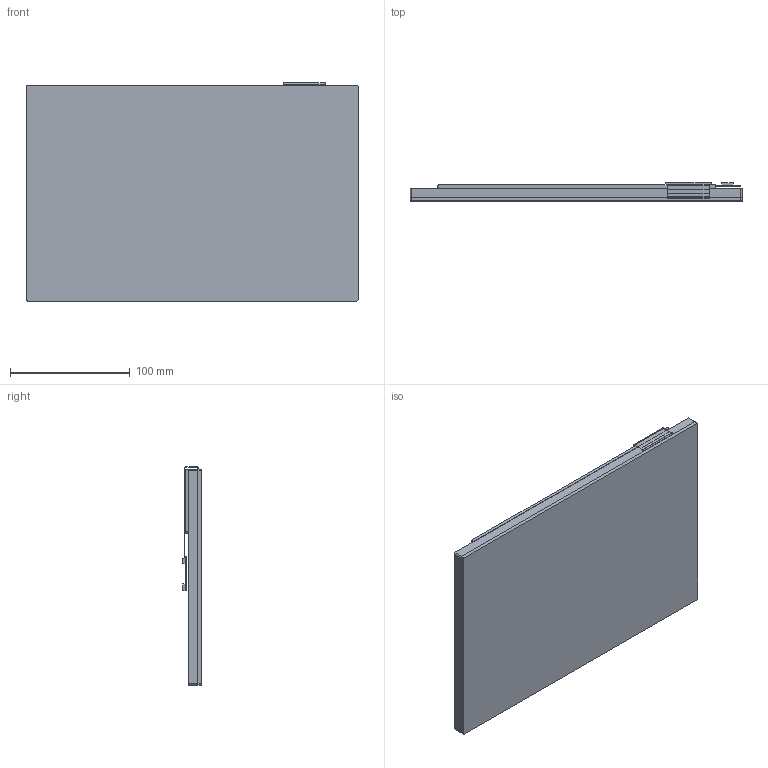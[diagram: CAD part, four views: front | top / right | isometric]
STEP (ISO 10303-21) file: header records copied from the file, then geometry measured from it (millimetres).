
FILE_DESCRIPTION(/* description */ (''),/* implementation_level */ '2;1');
FILE_NAME(/* name */ 'XH-121-Coverglass v5.step',/* time_stamp */ '2024-03-18T10:58:35+01:00',/* author */ (''),/* organization */ (''),/* preprocessor_version */ 'ST-DEVELOPER v20',/* originating_system */ 'Autodesk Translation Framework v12.20.1.177',/* authorisation */ '');
FILE_SCHEMA (('AUTOMOTIVE_DESIGN { 1 0 10303 214 3 1 1 }'));
Length unit declared in the file: millimetre
Products named in the file (3): XH-121-Coverglass; MX-121; MX-121-PCAP-PCB
Assembly tree (2 placements, depth 3):
  XH-121-Coverglass
    MX-121
      MX-121-PCAP-PCB
Bounding box: 277.7 x 15.4 x 182.35 mm (x, y, z)
Volume: 571664.4 mm3; surface area: 246864.9 mm2
Topology: 7 solids, 7 shells, 159 faces, 431 edges, 288 vertices
Faces by surface type: plane 114, bspline 37, cylinder 8
Full cylindrical faces by diameter (mm): 3.2 x4
Entity records: 10229 total; most frequent: CARTESIAN_POINT 6336, ORIENTED_EDGE 862, DIRECTION 635, EDGE_CURVE 431, LINE 341, VECTOR 341, VERTEX_POINT 288, EDGE_LOOP 169
